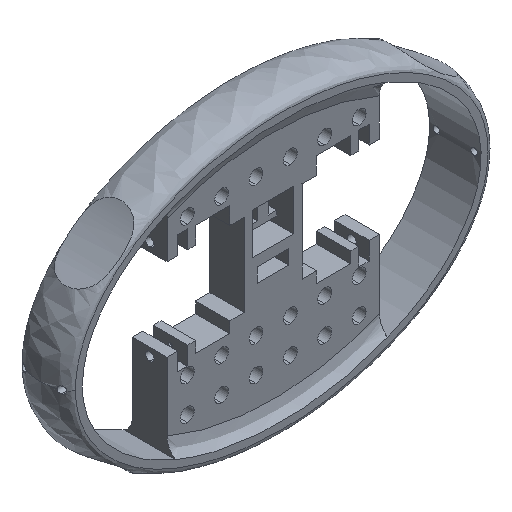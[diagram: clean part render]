
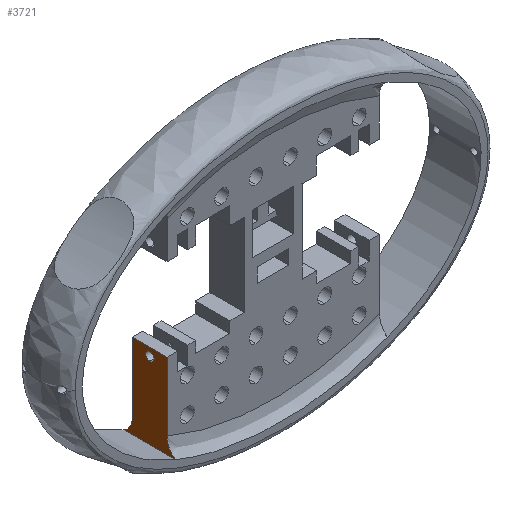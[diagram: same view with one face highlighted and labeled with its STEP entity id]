
A CAD part, isometric view. The second image highlights one B-rep face of the part: STEP entity #3721.
In plain terms, the highlighted planar face has unit normal (-1, 0, 0).
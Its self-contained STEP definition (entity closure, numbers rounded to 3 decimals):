
#198 = ORIENTED_EDGE ( 'NONE', *, *, #3679, .F. ) ;
#208 = VERTEX_POINT ( 'NONE', #1220 ) ;
#251 = CARTESIAN_POINT ( 'NONE',  ( -30.894, 2.5, -27.413 ) ) ;
#578 = DIRECTION ( 'NONE',  ( 0., 0., 1. ) ) ;
#768 = VERTEX_POINT ( 'NONE', #5366 ) ;
#771 = CARTESIAN_POINT ( 'NONE',  ( -30.894, 7.5, -9.875 ) ) ;
#913 = EDGE_CURVE ( 'NONE', #208, #5133, #6158, .T. ) ;
#916 = CARTESIAN_POINT ( 'NONE',  ( -30.894, 12.715, -29.016 ) ) ;
#1040 = CARTESIAN_POINT ( 'NONE',  ( -30.894, 13.039, -29.889 ) ) ;
#1042 = B_SPLINE_CURVE_WITH_KNOTS ( 'NONE', 3,
 ( #5222, #6336, #1764, #3707, #2259, #2194, #5678, #2330, #6199, #2727, #3737, #251 ),
 .UNSPECIFIED., .F., .F.,
 ( 4, 2, 2, 2, 2, 4 ),
 ( 0., 0.001, 0.002, 0.003, 0.004, 0.006 ),
 .UNSPECIFIED. ) ;
#1071 = VECTOR ( 'NONE', #578, 1000. ) ;
#1087 = EDGE_LOOP ( 'NONE', ( #1517, #3368 ) ) ;
#1101 = AXIS2_PLACEMENT_3D ( 'NONE', #771, #5702, #1198 ) ;
#1198 = DIRECTION ( 'NONE',  ( 0., 0., 1. ) ) ;
#1220 = CARTESIAN_POINT ( 'NONE',  ( -30.894, 15., -32.128 ) ) ;
#1244 = DIRECTION ( 'NONE',  ( 0., 0., 1. ) ) ;
#1277 = CARTESIAN_POINT ( 'NONE',  ( -30.894, 0., -32.128 ) ) ;
#1517 = ORIENTED_EDGE ( 'NONE', *, *, #4521, .F. ) ;
#1649 = VECTOR ( 'NONE', #3635, 1000. ) ;
#1666 = CARTESIAN_POINT ( 'NONE',  ( -30.894, 14.248, -31.58 ) ) ;
#1730 = PLANE ( 'NONE',  #4375 ) ;
#1747 = VERTEX_POINT ( 'NONE', #2212 ) ;
#1764 = CARTESIAN_POINT ( 'NONE',  ( -30.894, 0.751, -31.581 ) ) ;
#1851 = VERTEX_POINT ( 'NONE', #4905 ) ;
#1946 = CIRCLE ( 'NONE', #1101, 1.25 ) ;
#1981 = DIRECTION ( 'NONE',  ( -1., 0., 0. ) ) ;
#1996 = CARTESIAN_POINT ( 'NONE',  ( -30.894, 12.5, -27.413 ) ) ;
#2087 = FACE_OUTER_BOUND ( 'NONE', #2141, .T. ) ;
#2130 = CARTESIAN_POINT ( 'NONE',  ( -30.894, 13.779, -31.062 ) ) ;
#2141 = EDGE_LOOP ( 'NONE', ( #4000, #5727, #4707, #198, #5247, #5235 ) ) ;
#2194 = CARTESIAN_POINT ( 'NONE',  ( -30.894, 1.63, -30.498 ) ) ;
#2212 = CARTESIAN_POINT ( 'NONE',  ( -30.894, 2.5, -7.5 ) ) ;
#2259 = CARTESIAN_POINT ( 'NONE',  ( -30.894, 1.365, -30.88 ) ) ;
#2330 = CARTESIAN_POINT ( 'NONE',  ( -30.894, 2.069, -29.682 ) ) ;
#2504 = EDGE_CURVE ( 'NONE', #768, #1747, #2792, .T. ) ;
#2612 = VECTOR ( 'NONE', #1244, 1000. ) ;
#2664 = CARTESIAN_POINT ( 'NONE',  ( -30.894, 13.251, -30.299 ) ) ;
#2699 = VERTEX_POINT ( 'NONE', #4518 ) ;
#2727 = CARTESIAN_POINT ( 'NONE',  ( -30.894, 2.446, -28.34 ) ) ;
#2792 = LINE ( 'NONE', #5778, #2612 ) ;
#2865 = CARTESIAN_POINT ( 'NONE',  ( -30.894, 12.945, -29.677 ) ) ;
#2955 = VERTEX_POINT ( 'NONE', #4985 ) ;
#3041 = CARTESIAN_POINT ( 'NONE',  ( -30.894, 7.5, -11.125 ) ) ;
#3273 = EDGE_CURVE ( 'NONE', #5747, #2955, #1946, .T. ) ;
#3368 = ORIENTED_EDGE ( 'NONE', *, *, #3273, .F. ) ;
#3421 = CARTESIAN_POINT ( 'NONE',  ( -30.894, 12.5, -27.881 ) ) ;
#3467 = VECTOR ( 'NONE', #4152, 1000. ) ;
#3635 = DIRECTION ( 'NONE',  ( 0., -1., 0. ) ) ;
#3679 = EDGE_CURVE ( 'NONE', #2699, #1747, #4687, .T. ) ;
#3707 = CARTESIAN_POINT ( 'NONE',  ( -30.894, 1.219, -31.065 ) ) ;
#3721 = ADVANCED_FACE ( 'NONE', ( #4187, #2087 ), #1730, .F. ) ;
#3735 = DIRECTION ( 'NONE',  ( 1., 0., 0. ) ) ;
#3737 = CARTESIAN_POINT ( 'NONE',  ( -30.894, 2.5, -27.881 ) ) ;
#3998 = CARTESIAN_POINT ( 'NONE',  ( -30.894, 12.554, -28.34 ) ) ;
#4000 = ORIENTED_EDGE ( 'NONE', *, *, #913, .T. ) ;
#4152 = DIRECTION ( 'NONE',  ( 0., -1., 0. ) ) ;
#4187 = FACE_BOUND ( 'NONE', #1087, .T. ) ;
#4375 = AXIS2_PLACEMENT_3D ( 'NONE', #4619, #3735, #5674 ) ;
#4518 = CARTESIAN_POINT ( 'NONE',  ( -30.894, 12.5, -7.5 ) ) ;
#4521 = EDGE_CURVE ( 'NONE', #2955, #5747, #4947, .T. ) ;
#4557 = CARTESIAN_POINT ( 'NONE',  ( -30.894, 14.602, -31.879 ) ) ;
#4617 = CARTESIAN_POINT ( 'NONE',  ( -30.894, 12.5, -32.128 ) ) ;
#4619 = CARTESIAN_POINT ( 'NONE',  ( -30.894, 12.5, -7.5 ) ) ;
#4659 = CARTESIAN_POINT ( 'NONE',  ( -30.894, 15., -32.128 ) ) ;
#4687 = LINE ( 'NONE', #5188, #1649 ) ;
#4707 = ORIENTED_EDGE ( 'NONE', *, *, #2504, .T. ) ;
#4905 = CARTESIAN_POINT ( 'NONE',  ( -30.894, 12.5, -27.413 ) ) ;
#4947 = CIRCLE ( 'NONE', #5777, 1.25 ) ;
#4967 = EDGE_CURVE ( 'NONE', #1851, #208, #5373, .T. ) ;
#4985 = CARTESIAN_POINT ( 'NONE',  ( -30.894, 7.5, -8.625 ) ) ;
#5083 = LINE ( 'NONE', #5611, #1071 ) ;
#5133 = VERTEX_POINT ( 'NONE', #1277 ) ;
#5159 = EDGE_CURVE ( 'NONE', #5133, #768, #1042, .T. ) ;
#5188 = CARTESIAN_POINT ( 'NONE',  ( -30.894, 12.5, -7.5 ) ) ;
#5222 = CARTESIAN_POINT ( 'NONE',  ( -30.894, 0., -32.128 ) ) ;
#5235 = ORIENTED_EDGE ( 'NONE', *, *, #4967, .T. ) ;
#5247 = ORIENTED_EDGE ( 'NONE', *, *, #5852, .F. ) ;
#5366 = CARTESIAN_POINT ( 'NONE',  ( -30.894, 2.5, -27.413 ) ) ;
#5373 = B_SPLINE_CURVE_WITH_KNOTS ( 'NONE', 3,
 ( #1996, #3421, #3998, #916, #6002, #2865, #1040, #2664, #5575, #6097, #2130, #1666, #4557, #4659 ),
 .UNSPECIFIED., .F., .F.,
 ( 4, 2, 2, 2, 2, 2, 4 ),
 ( 0., 0.001, 0.002, 0.003, 0.003, 0.004, 0.006 ),
 .UNSPECIFIED. ) ;
#5502 = DIRECTION ( 'NONE',  ( 0., 0., 1. ) ) ;
#5575 = CARTESIAN_POINT ( 'NONE',  ( -30.894, 13.37, -30.497 ) ) ;
#5611 = CARTESIAN_POINT ( 'NONE',  ( -30.894, 12.5, -7.5 ) ) ;
#5674 = DIRECTION ( 'NONE',  ( 0., 0., -1. ) ) ;
#5678 = CARTESIAN_POINT ( 'NONE',  ( -30.894, 1.749, -30.299 ) ) ;
#5702 = DIRECTION ( 'NONE',  ( -1., 0., 0. ) ) ;
#5727 = ORIENTED_EDGE ( 'NONE', *, *, #5159, .T. ) ;
#5747 = VERTEX_POINT ( 'NONE', #3041 ) ;
#5777 = AXIS2_PLACEMENT_3D ( 'NONE', #5954, #1981, #5502 ) ;
#5778 = CARTESIAN_POINT ( 'NONE',  ( -30.894, 2.5, -7.5 ) ) ;
#5852 = EDGE_CURVE ( 'NONE', #1851, #2699, #5083, .T. ) ;
#5954 = CARTESIAN_POINT ( 'NONE',  ( -30.894, 7.5, -9.875 ) ) ;
#6002 = CARTESIAN_POINT ( 'NONE',  ( -30.894, 12.783, -29.24 ) ) ;
#6097 = CARTESIAN_POINT ( 'NONE',  ( -30.894, 13.633, -30.878 ) ) ;
#6158 = LINE ( 'NONE', #4617, #3467 ) ;
#6199 = CARTESIAN_POINT ( 'NONE',  ( -30.894, 2.232, -29.238 ) ) ;
#6336 = CARTESIAN_POINT ( 'NONE',  ( -30.894, 0.398, -31.879 ) ) ;
